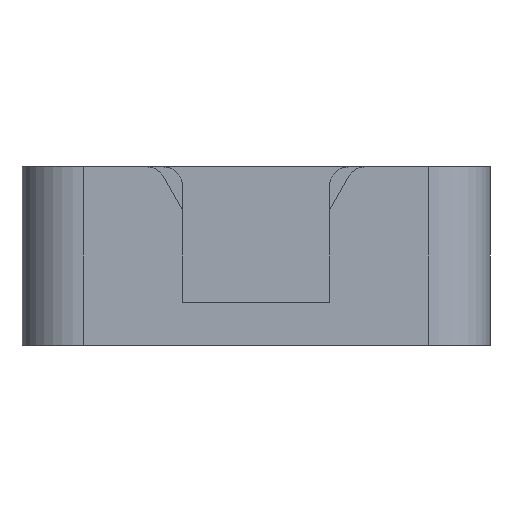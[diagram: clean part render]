
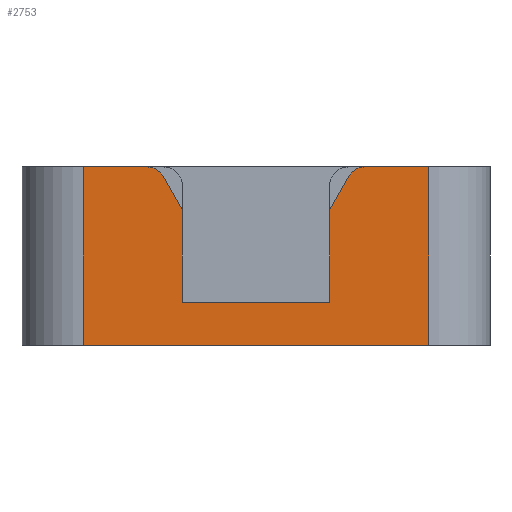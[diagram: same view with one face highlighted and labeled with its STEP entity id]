
A CAD part, left-side view. The second image highlights one B-rep face of the part: STEP entity #2753.
In plain terms, the highlighted planar face has unit normal (-1, 0, 0).
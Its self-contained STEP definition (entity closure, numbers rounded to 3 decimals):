
#63 = VECTOR ( 'NONE', #2411, 1000. ) ;
#144 = VERTEX_POINT ( 'NONE', #2020 ) ;
#145 = VECTOR ( 'NONE', #338, 1000. ) ;
#149 = VECTOR ( 'NONE', #2147, 1000. ) ;
#156 = VERTEX_POINT ( 'NONE', #3432 ) ;
#252 = VECTOR ( 'NONE', #4035, 1000. ) ;
#327 = VERTEX_POINT ( 'NONE', #2273 ) ;
#330 = DIRECTION ( 'NONE',  ( 1., 0., 0. ) ) ;
#338 = DIRECTION ( 'NONE',  ( 0., 0., 1. ) ) ;
#508 = CIRCLE ( 'NONE', #4186, 1.5 ) ;
#546 = EDGE_CURVE ( 'NONE', #3830, #1382, #508, .T. ) ;
#549 = EDGE_CURVE ( 'NONE', #144, #3067, #4282, .T. ) ;
#582 = CIRCLE ( 'NONE', #1176, 1.5 ) ;
#584 = CARTESIAN_POINT ( 'NONE',  ( -51.15, 8.851, 13. ) ) ;
#640 = CARTESIAN_POINT ( 'NONE',  ( -51.15, 8.851, 14.5 ) ) ;
#658 = EDGE_CURVE ( 'NONE', #327, #4423, #681, .T. ) ;
#681 = LINE ( 'NONE', #3865, #2037 ) ;
#706 = CARTESIAN_POINT ( 'NONE',  ( -51.15, -14.05, 3.5 ) ) ;
#773 = CARTESIAN_POINT ( 'NONE',  ( -51.15, -19.05, 3.5 ) ) ;
#864 = DIRECTION ( 'NONE',  ( 0., -1., 0. ) ) ;
#900 = VECTOR ( 'NONE', #3582, 1000. ) ;
#1062 = EDGE_CURVE ( 'NONE', #4423, #1709, #2868, .T. ) ;
#1126 = DIRECTION ( 'NONE',  ( 0., 0., -1. ) ) ;
#1176 = AXIS2_PLACEMENT_3D ( 'NONE', #2853, #2877, #1126 ) ;
#1199 = EDGE_CURVE ( 'NONE', #1837, #1883, #2610, .T. ) ;
#1382 = VERTEX_POINT ( 'NONE', #640 ) ;
#1465 = DIRECTION ( 'NONE',  ( 0., 0., -1. ) ) ;
#1487 = CARTESIAN_POINT ( 'NONE',  ( -51.15, -6., 11. ) ) ;
#1536 = EDGE_CURVE ( 'NONE', #4081, #2811, #3012, .T. ) ;
#1539 = ORIENTED_EDGE ( 'NONE', *, *, #2381, .T. ) ;
#1541 = DIRECTION ( 'NONE',  ( 0., 0.491, -0.871 ) ) ;
#1708 = LINE ( 'NONE', #2448, #149 ) ;
#1709 = VERTEX_POINT ( 'NONE', #3499 ) ;
#1783 = CARTESIAN_POINT ( 'NONE',  ( -51.15, 6., 3.5 ) ) ;
#1837 = VERTEX_POINT ( 'NONE', #2830 ) ;
#1843 = EDGE_CURVE ( 'NONE', #156, #3067, #2592, .T. ) ;
#1883 = VERTEX_POINT ( 'NONE', #2267 ) ;
#1932 = ORIENTED_EDGE ( 'NONE', *, *, #549, .T. ) ;
#2020 = CARTESIAN_POINT ( 'NONE',  ( -51.15, -14.05, 0. ) ) ;
#2037 = VECTOR ( 'NONE', #2506, 1000. ) ;
#2071 = EDGE_CURVE ( 'NONE', #156, #4081, #582, .T. ) ;
#2130 = AXIS2_PLACEMENT_3D ( 'NONE', #2769, #330, #3191 ) ;
#2147 = DIRECTION ( 'NONE',  ( 0., -1., 0. ) ) ;
#2259 = VECTOR ( 'NONE', #1541, 1000. ) ;
#2267 = CARTESIAN_POINT ( 'NONE',  ( -51.15, 14.05, 0. ) ) ;
#2273 = CARTESIAN_POINT ( 'NONE',  ( -51.15, 6., 11. ) ) ;
#2381 = EDGE_CURVE ( 'NONE', #1382, #1837, #3973, .T. ) ;
#2411 = DIRECTION ( 'NONE',  ( 0., 0.491, 0.871 ) ) ;
#2448 = CARTESIAN_POINT ( 'NONE',  ( -51.15, -19.05, 0. ) ) ;
#2471 = ORIENTED_EDGE ( 'NONE', *, *, #1199, .T. ) ;
#2472 = FACE_OUTER_BOUND ( 'NONE', #3288, .T. ) ;
#2506 = DIRECTION ( 'NONE',  ( 0., 0., -1. ) ) ;
#2507 = VECTOR ( 'NONE', #3736, 1000. ) ;
#2520 = PLANE ( 'NONE',  #2130 ) ;
#2592 = LINE ( 'NONE', #2935, #3975 ) ;
#2610 = LINE ( 'NONE', #4446, #2507 ) ;
#2753 = ADVANCED_FACE ( 'NONE', ( #2472 ), #2520, .F. ) ;
#2769 = CARTESIAN_POINT ( 'NONE',  ( -51.15, -19.05, 3.5 ) ) ;
#2771 = EDGE_CURVE ( 'NONE', #1883, #144, #1708, .T. ) ;
#2811 = VERTEX_POINT ( 'NONE', #4237 ) ;
#2830 = CARTESIAN_POINT ( 'NONE',  ( -51.15, 14.05, 14.5 ) ) ;
#2853 = CARTESIAN_POINT ( 'NONE',  ( -51.15, -8.851, 13. ) ) ;
#2868 = LINE ( 'NONE', #773, #900 ) ;
#2877 = DIRECTION ( 'NONE',  ( -1., 0., 0. ) ) ;
#2895 = EDGE_CURVE ( 'NONE', #327, #3830, #4143, .T. ) ;
#2935 = CARTESIAN_POINT ( 'NONE',  ( -51.15, -7.975, 14.5 ) ) ;
#2957 = CARTESIAN_POINT ( 'NONE',  ( -51.15, 7.975, 14.5 ) ) ;
#2964 = ORIENTED_EDGE ( 'NONE', *, *, #1843, .F. ) ;
#2965 = CARTESIAN_POINT ( 'NONE',  ( -51.15, -7.545, 13.737 ) ) ;
#3012 = LINE ( 'NONE', #3296, #2259 ) ;
#3063 = ORIENTED_EDGE ( 'NONE', *, *, #546, .T. ) ;
#3067 = VERTEX_POINT ( 'NONE', #4549 ) ;
#3176 = DIRECTION ( 'NONE',  ( -1., 0., 0. ) ) ;
#3178 = ORIENTED_EDGE ( 'NONE', *, *, #2071, .T. ) ;
#3191 = DIRECTION ( 'NONE',  ( 0., 0., -1. ) ) ;
#3288 = EDGE_LOOP ( 'NONE', ( #3319, #3063, #1539, #2471, #3310, #1932, #2964, #3178, #3531, #3513, #3302, #4425 ) ) ;
#3296 = CARTESIAN_POINT ( 'NONE',  ( -51.15, -7.975, 14.5 ) ) ;
#3302 = ORIENTED_EDGE ( 'NONE', *, *, #1062, .F. ) ;
#3310 = ORIENTED_EDGE ( 'NONE', *, *, #2771, .T. ) ;
#3319 = ORIENTED_EDGE ( 'NONE', *, *, #2895, .T. ) ;
#3432 = CARTESIAN_POINT ( 'NONE',  ( -51.15, -8.851, 14.5 ) ) ;
#3478 = CARTESIAN_POINT ( 'NONE',  ( -51.15, 7.975, 14.5 ) ) ;
#3499 = CARTESIAN_POINT ( 'NONE',  ( -51.15, -6., 3.5 ) ) ;
#3513 = ORIENTED_EDGE ( 'NONE', *, *, #4463, .T. ) ;
#3531 = ORIENTED_EDGE ( 'NONE', *, *, #1536, .T. ) ;
#3582 = DIRECTION ( 'NONE',  ( 0., -1., 0. ) ) ;
#3617 = VECTOR ( 'NONE', #4321, 1000. ) ;
#3736 = DIRECTION ( 'NONE',  ( 0., 0., -1. ) ) ;
#3830 = VERTEX_POINT ( 'NONE', #4141 ) ;
#3865 = CARTESIAN_POINT ( 'NONE',  ( -51.15, 6., 11. ) ) ;
#3937 = LINE ( 'NONE', #1487, #3617 ) ;
#3973 = LINE ( 'NONE', #2957, #252 ) ;
#3975 = VECTOR ( 'NONE', #864, 1000. ) ;
#4035 = DIRECTION ( 'NONE',  ( 0., 1., 0. ) ) ;
#4081 = VERTEX_POINT ( 'NONE', #2965 ) ;
#4141 = CARTESIAN_POINT ( 'NONE',  ( -51.15, 7.545, 13.737 ) ) ;
#4143 = LINE ( 'NONE', #3478, #63 ) ;
#4186 = AXIS2_PLACEMENT_3D ( 'NONE', #584, #3176, #1465 ) ;
#4237 = CARTESIAN_POINT ( 'NONE',  ( -51.15, -6., 11. ) ) ;
#4282 = LINE ( 'NONE', #706, #145 ) ;
#4321 = DIRECTION ( 'NONE',  ( 0., 0., -1. ) ) ;
#4423 = VERTEX_POINT ( 'NONE', #1783 ) ;
#4425 = ORIENTED_EDGE ( 'NONE', *, *, #658, .F. ) ;
#4446 = CARTESIAN_POINT ( 'NONE',  ( -51.15, 14.05, 3.5 ) ) ;
#4463 = EDGE_CURVE ( 'NONE', #2811, #1709, #3937, .T. ) ;
#4549 = CARTESIAN_POINT ( 'NONE',  ( -51.15, -14.05, 14.5 ) ) ;
